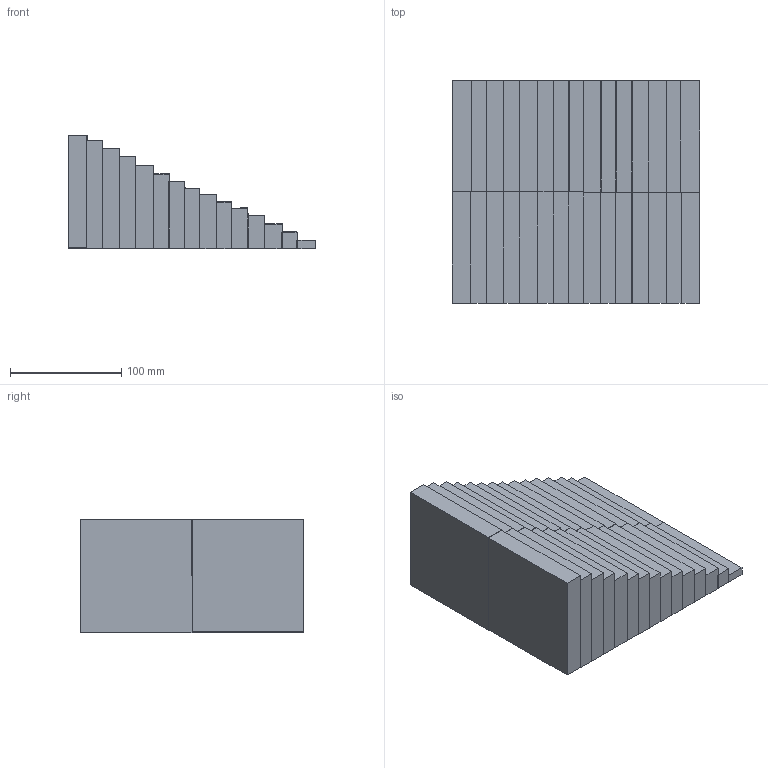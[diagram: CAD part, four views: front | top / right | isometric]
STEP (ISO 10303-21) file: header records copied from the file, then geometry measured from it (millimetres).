
FILE_DESCRIPTION(('FreeCAD Model'),'2;1');
FILE_NAME('Open CASCADE Shape Model','2023-05-22T10:11:19',(''),(''), 'Open CASCADE STEP processor 7.6','FreeCAD','Unknown');
FILE_SCHEMA(('AUTOMOTIVE_DESIGN { 1 0 10303 214 1 1 1 1 }'));
Length unit declared in the file: millimetre
Products named in the file (17): ColorRamp2; Body001; Body002; Body003; Body004; Body005; Body006; Body007; Body008; Body009; Body010; Body011; Body012; Body013; Body014; Body015; Pad
Assembly tree (16 placements, depth 2):
  ColorRamp2
    Body001
    Body002
    Body003
    Body004
    Body005
    Body006
    Body007
    Body008
    Body009
    Body010
    Body011
    Body012
    Body013
    Body014
    Body015
    Pad
Bounding box: 222.51 x 200 x 102.11 mm (x, y, z)
Volume: 2470270.9 mm3; surface area: 323929.1 mm2
Topology: 16 solids, 16 shells, 124 faces, 276 edges, 184 vertices
Faces by surface type: plane 124
Entity records: 7603 total; most frequent: CARTESIAN_POINT 1153, DIRECTION 1110, LINE 828, VECTOR 828, ORIENTED_EDGE 552, PCURVE 552, DEFINITIONAL_REPRESENTATION 552, EDGE_CURVE 276
